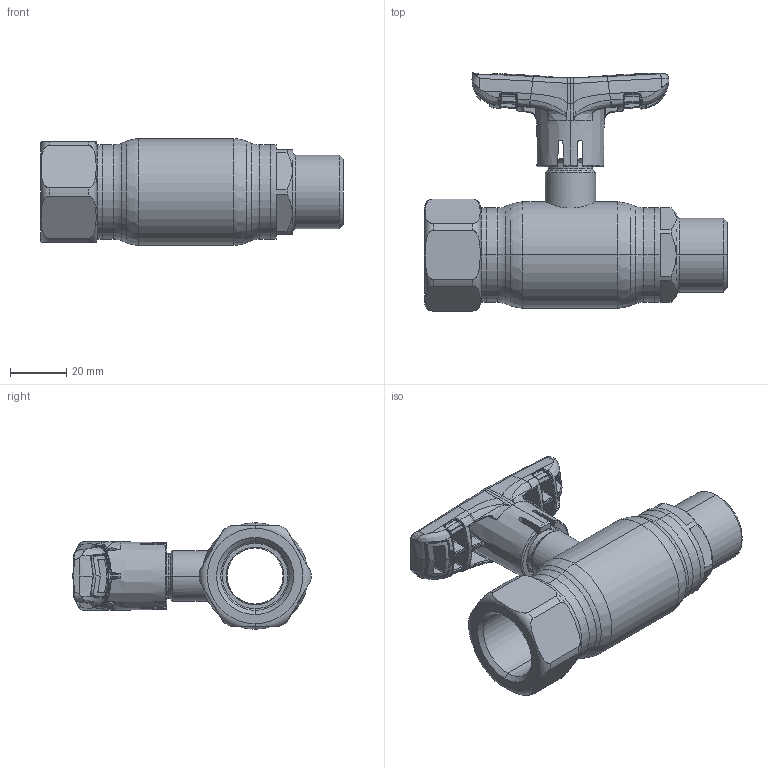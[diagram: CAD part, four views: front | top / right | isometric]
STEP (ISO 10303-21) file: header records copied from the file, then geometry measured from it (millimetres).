
FILE_DESCRIPTION (( 'STEP AP214' ), '1' );
FILE_NAME ('1020002400-1400.step', '2024-01-15T11:37:21', ( '' ), ( '' ), 'SwSTEP 2.0', 'SolidWorks 2021', '' );
FILE_SCHEMA (( 'AUTOMOTIVE_DESIGN' ));
Length unit declared in the file: millimetre
Products named in the file (1): 1020002400-1400
Bounding box: 108 x 84.98 x 38 mm (x, y, z)
Surface area: 26714.8 mm2 (no closed solid volume)
Topology: 0 solids, 6 shells, 727 faces, 2064 edges, 1266 vertices
Faces by surface type: bspline 556, plane 71, cylinder 42, torus 25, cone 21, sphere 12
Entity records: 54679 total; most frequent: CARTESIAN_POINT 32727, ORIENTED_EDGE 3675, EDGE_CURVE 2052, DIRECTION 1488, B_SPLINE_CURVE_WITH_KNOTS 1386, VERTEX_POINT 1262, EDGE_LOOP 737, UNCERTAINTY_MEASURE_WITH_UNIT 729
